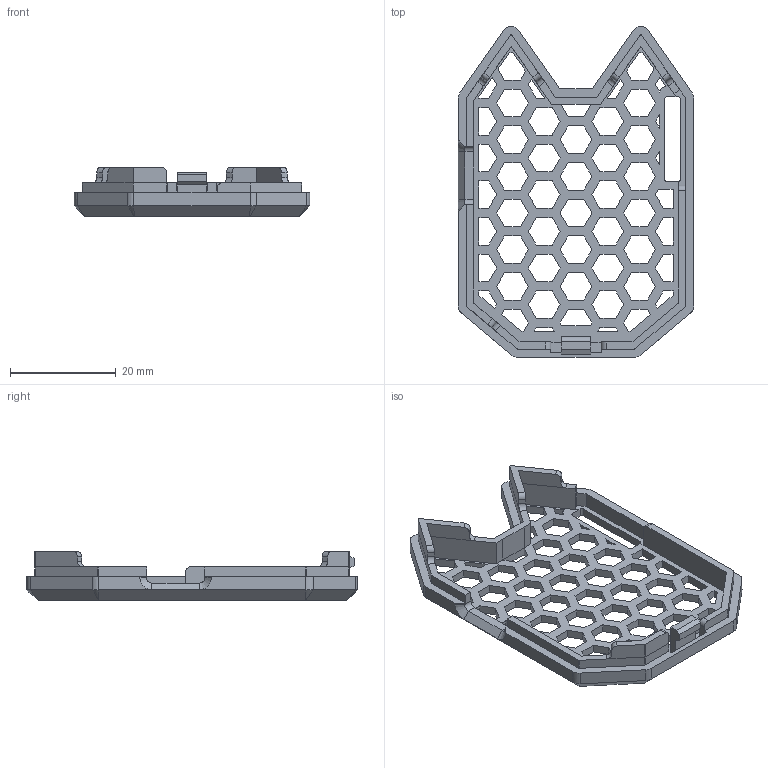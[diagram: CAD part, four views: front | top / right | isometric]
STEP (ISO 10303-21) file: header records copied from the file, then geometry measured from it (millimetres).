
FILE_DESCRIPTION(('FreeCAD Model'),'2;1');
FILE_NAME('Open CASCADE Shape Model','2024-12-15T05:36:41',(''),(''), 'Open CASCADE STEP processor 7.7','FreeCAD','Unknown');
FILE_SCHEMA(('AUTOMOTIVE_DESIGN { 1 0 10303 214 1 1 1 1 }'));
Length unit declared in the file: millimetre
Products named in the file (1): Pocket012
Bounding box: 44.5 x 62.5 x 9.25 mm (x, y, z)
Volume: 3959.5 mm3; surface area: 6373.6 mm2
Topology: 1 solids, 1 shells, 441 faces, 1286 edges, 837 vertices
Faces by surface type: plane 390, cylinder 41, bspline 8, cone 2
Entity records: 14538 total; most frequent: CARTESIAN_POINT 2701, ORIENTED_EDGE 2556, DIRECTION 2196, EDGE_CURVE 1278, LINE 1180, VECTOR 1180, VERTEX_POINT 837, FACE_BOUND 547
